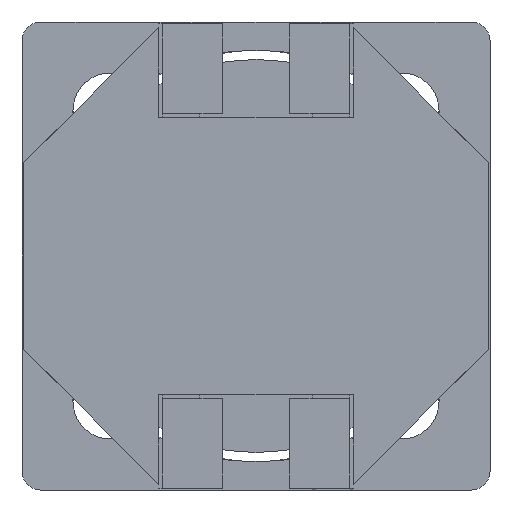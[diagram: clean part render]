
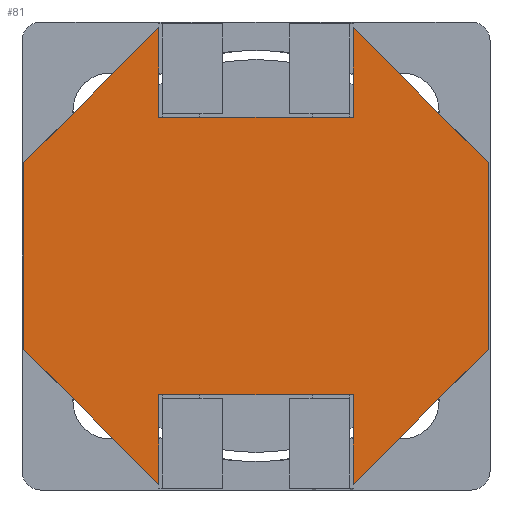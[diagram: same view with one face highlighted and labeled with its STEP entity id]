
A CAD part, front view. The second image highlights one B-rep face of the part: STEP entity #81.
In plain terms, the highlighted planar face has unit normal (0, -1, 0).
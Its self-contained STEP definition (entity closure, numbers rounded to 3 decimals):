
#81=ADVANCED_FACE('',(#218),#219,.F.);
#218=FACE_OUTER_BOUND('',#421,.T.);
#219=PLANE('',#422);
#421=EDGE_LOOP('',(#913,#914,#915,#916,#917,#918,#919,#920,#921,#922,#923,#924));
#422=AXIS2_PLACEMENT_3D('',#925,#926,#927);
#913=ORIENTED_EDGE('',*,*,#1738,.F.);
#914=ORIENTED_EDGE('',*,*,#1748,.T.);
#915=ORIENTED_EDGE('',*,*,#1749,.T.);
#916=ORIENTED_EDGE('',*,*,#1750,.T.);
#917=ORIENTED_EDGE('',*,*,#1751,.F.);
#918=ORIENTED_EDGE('',*,*,#1752,.F.);
#919=ORIENTED_EDGE('',*,*,#1753,.F.);
#920=ORIENTED_EDGE('',*,*,#1754,.T.);
#921=ORIENTED_EDGE('',*,*,#1651,.T.);
#922=ORIENTED_EDGE('',*,*,#1645,.T.);
#923=ORIENTED_EDGE('',*,*,#1747,.F.);
#924=ORIENTED_EDGE('',*,*,#1755,.F.);
#925=CARTESIAN_POINT('',(0.0,-0.2,0.0));
#926=DIRECTION('',(-0.0,1.0,0.0));
#927=DIRECTION('',(1.0,0.0,0.0));
#1645=EDGE_CURVE('',#2084,#2082,#2085,.T.);
#1651=EDGE_CURVE('',#2095,#2084,#2096,.T.);
#1738=EDGE_CURVE('',#2247,#2249,#2250,.T.);
#1747=EDGE_CURVE('',#2259,#2082,#2261,.T.);
#1748=EDGE_CURVE('',#2247,#2262,#2263,.T.);
#1749=EDGE_CURVE('',#2262,#2264,#2265,.T.);
#1750=EDGE_CURVE('',#2264,#2266,#2267,.T.);
#1751=EDGE_CURVE('',#2268,#2266,#2269,.T.);
#1752=EDGE_CURVE('',#2270,#2268,#2271,.T.);
#1753=EDGE_CURVE('',#2272,#2270,#2273,.T.);
#1754=EDGE_CURVE('',#2272,#2095,#2274,.T.);
#1755=EDGE_CURVE('',#2249,#2259,#2275,.T.);
#2082=VERTEX_POINT('',#2717);
#2084=VERTEX_POINT('',#2720);
#2085=LINE('',#2721,#2722);
#2095=VERTEX_POINT('',#2737);
#2096=LINE('',#2738,#2739);
#2247=VERTEX_POINT('',#2953);
#2249=VERTEX_POINT('',#2956);
#2250=LINE('',#2957,#2958);
#2259=VERTEX_POINT('',#2971);
#2261=LINE('',#2974,#2975);
#2262=VERTEX_POINT('',#2976);
#2263=LINE('',#2977,#2978);
#2264=VERTEX_POINT('',#2979);
#2265=LINE('',#2980,#2981);
#2266=VERTEX_POINT('',#2982);
#2267=LINE('',#2983,#2984);
#2268=VERTEX_POINT('',#2985);
#2269=LINE('',#2986,#2987);
#2270=VERTEX_POINT('',#2988);
#2271=LINE('',#2989,#2990);
#2272=VERTEX_POINT('',#2991);
#2273=LINE('',#2992,#2993);
#2274=LINE('',#2994,#2995);
#2275=LINE('',#2996,#2997);
#2717=CARTESIAN_POINT('',(-2.6,-0.2,6.1));
#2720=CARTESIAN_POINT('',(-2.6,-0.2,3.7));
#2721=CARTESIAN_POINT('',(-2.6,-0.2,3.7));
#2722=VECTOR('',#3461,2.4);
#2737=CARTESIAN_POINT('',(2.6,-0.2,3.7));
#2738=CARTESIAN_POINT('',(2.6,-0.2,3.7));
#2739=VECTOR('',#3467,5.2);
#2953=CARTESIAN_POINT('',(-2.6,-0.2,-6.1));
#2956=CARTESIAN_POINT('',(-6.2,-0.2,-2.5));
#2957=CARTESIAN_POINT('',(-2.6,-0.2,-6.1));
#2958=VECTOR('',#3598,5.091);
#2971=CARTESIAN_POINT('',(-6.2,-0.2,2.5));
#2974=CARTESIAN_POINT('',(-6.2,-0.2,2.5));
#2975=VECTOR('',#3613,5.091);
#2976=CARTESIAN_POINT('',(-2.6,-0.2,-3.7));
#2977=CARTESIAN_POINT('',(-2.6,-0.2,-6.1));
#2978=VECTOR('',#3614,2.4);
#2979=CARTESIAN_POINT('',(2.6,-0.2,-3.7));
#2980=CARTESIAN_POINT('',(-2.6,-0.2,-3.7));
#2981=VECTOR('',#3615,5.2);
#2982=CARTESIAN_POINT('',(2.6,-0.2,-6.1));
#2983=CARTESIAN_POINT('',(2.6,-0.2,-3.7));
#2984=VECTOR('',#3616,2.4);
#2985=CARTESIAN_POINT('',(6.2,-0.2,-2.5));
#2986=CARTESIAN_POINT('',(6.2,-0.2,-2.5));
#2987=VECTOR('',#3617,5.091);
#2988=CARTESIAN_POINT('',(6.2,-0.2,2.5));
#2989=CARTESIAN_POINT('',(6.2,-0.2,2.5));
#2990=VECTOR('',#3618,5.0);
#2991=CARTESIAN_POINT('',(2.6,-0.2,6.1));
#2992=CARTESIAN_POINT('',(2.6,-0.2,6.1));
#2993=VECTOR('',#3619,5.091);
#2994=CARTESIAN_POINT('',(2.6,-0.2,6.1));
#2995=VECTOR('',#3620,2.4);
#2996=CARTESIAN_POINT('',(-6.2,-0.2,-2.5));
#2997=VECTOR('',#3621,5.0);
#3461=DIRECTION('',(0.0,0.0,1.0));
#3467=DIRECTION('',(-1.0,0.0,0.0));
#3598=DIRECTION('',(-0.707,0.0,0.707));
#3613=DIRECTION('',(0.707,0.0,0.707));
#3614=DIRECTION('',(0.0,0.0,1.0));
#3615=DIRECTION('',(1.0,0.0,0.0));
#3616=DIRECTION('',(0.0,0.0,-1.0));
#3617=DIRECTION('',(-0.707,0.0,-0.707));
#3618=DIRECTION('',(0.0,0.0,-1.0));
#3619=DIRECTION('',(0.707,0.0,-0.707));
#3620=DIRECTION('',(0.0,0.0,-1.0));
#3621=DIRECTION('',(0.0,0.0,1.0));
